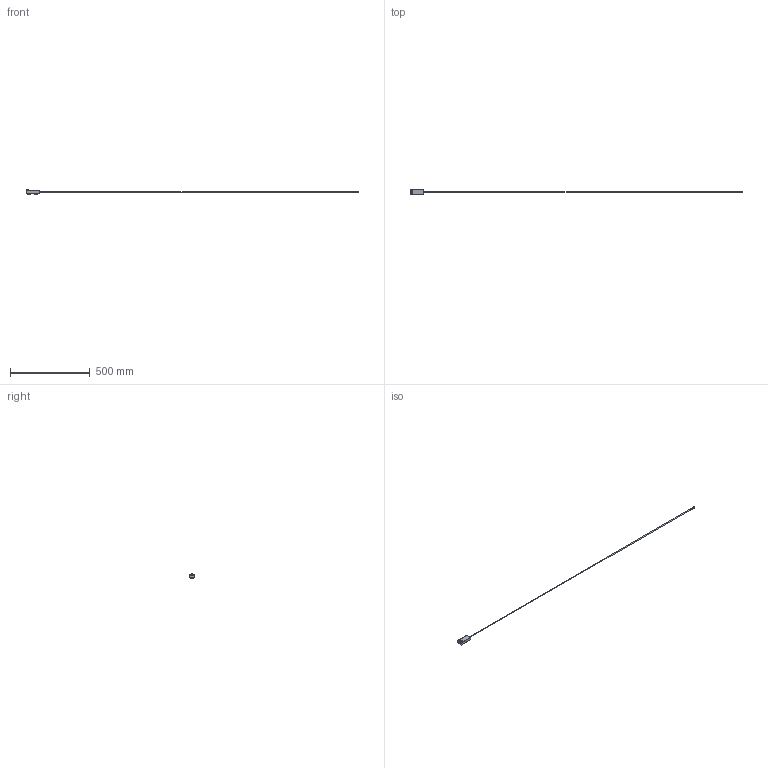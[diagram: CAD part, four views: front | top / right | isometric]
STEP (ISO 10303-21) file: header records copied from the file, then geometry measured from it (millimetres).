
FILE_DESCRIPTION( ( 'STEP AP214' ), '1' );
FILE_NAME( 'EPT-JB001.step', '2018-06-26T06:24:43', ( ' ' ), ( ' ' ), 'XStep 1.0', ' ', ' ' );
FILE_SCHEMA( ( 'automotive_design' ) );
Length unit declared in the file: millimetre
Products named in the file (1): 1
Bounding box: 2084 x 36 x 28.3 mm (x, y, z)
Volume: 95152 mm3; surface area: 43157.9 mm2
Topology: 1 solids, 1 shells, 204 faces, 507 edges, 335 vertices
Faces by surface type: plane 112, cylinder 61, cone 18, torus 10, bspline 3
Full cylindrical faces by diameter (mm): 2.5 x1, 3.2 x4, 3.8 x4, 4 x1, 5 x1, 5.8 x1, 6.98 x2, 7.2 x1, 7.5 x1, 8 x1, 8.6 x2, 8.7 x1, 9.5 x1, 19.8 x2
Entity records: 8161 total; most frequent: CARTESIAN_POINT 1910, DIRECTION 964, ORIENTED_EDGE 882, EDGE_CURVE 441, AXIS2_PLACEMENT_3D 352, VERTEX_POINT 312, EDGE_LOOP 275, LINE 260
